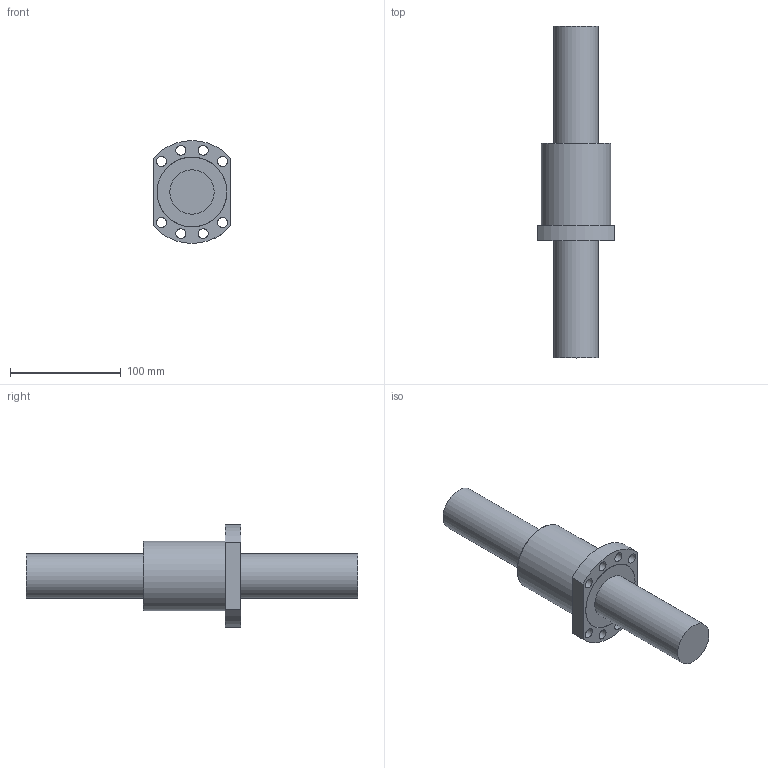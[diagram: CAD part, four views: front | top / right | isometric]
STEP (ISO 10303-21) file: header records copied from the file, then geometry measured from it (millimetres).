
FILE_DESCRIPTION(/* description */ (''),/* implementation_level */ '2;1');
FILE_NAME(/* name */ '4010.stp',/* time_stamp */ '2014-07-11T13:22:55+08:00',/* author */ (''),/* organization */ (''),/* preprocessor_version */ 'ST-DEVELOPER v11',/* originating_system */ 'SIEMENS UGS NX 6.0',/* authorisation */ '');
FILE_SCHEMA (('CONFIG_CONTROL_DESIGN'));
Length unit declared in the file: millimetre
Products named in the file (1): kcc5E5Cj7sx
Bounding box: 70 x 300 x 93 mm (x, y, z)
Volume: 570684.9 mm3; surface area: 90376.1 mm2
Topology: 4 solids, 4 shells, 34 faces, 83 edges, 58 vertices
Faces by surface type: cylinder 20, plane 13, torus 1
Full cylindrical faces by diameter (mm): 6.5 x1, 9 x8, 40 x4, 53 x2, 63 x3
Entity records: 1066 total; most frequent: CARTESIAN_POINT 250, DIRECTION 158, ORIENTED_EDGE 104, EDGE_LOOP 78, AXIS2_PLACEMENT_3D 74, FACE_BOUND 72, EDGE_CURVE 52, VERTEX_POINT 46
